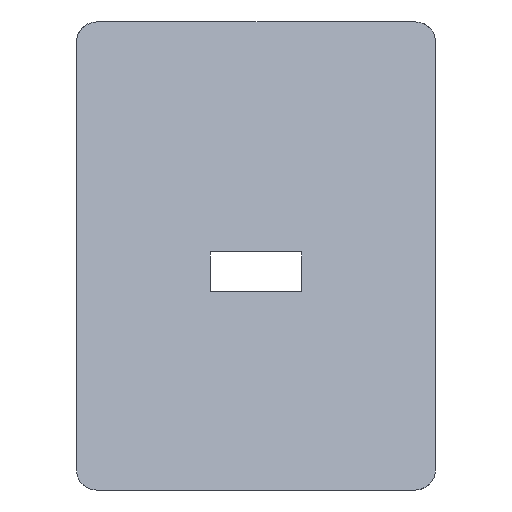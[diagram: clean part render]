
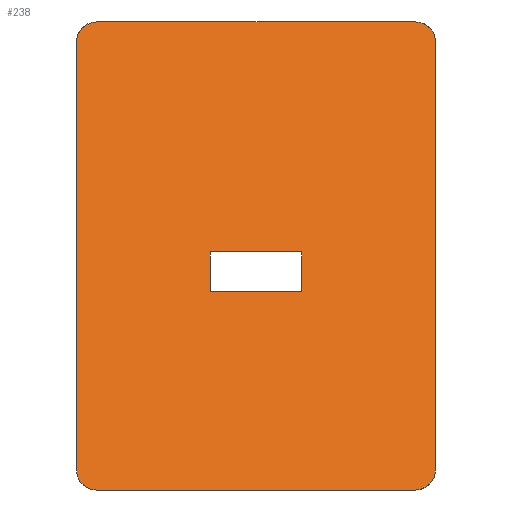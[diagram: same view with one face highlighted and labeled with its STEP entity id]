
A CAD part, front view. The second image highlights one B-rep face of the part: STEP entity #238.
In plain terms, the highlighted planar face has unit normal (0, -0.933, 0.359).
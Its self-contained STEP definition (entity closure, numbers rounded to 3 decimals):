
#7 = CARTESIAN_POINT ( 'NONE',  ( 17.65, -4.439, 1.707 ) ) ;
#14 = DIRECTION ( 'NONE',  ( 0., -0.359, -0.933 ) ) ;
#22 = VERTEX_POINT ( 'NONE', #784 ) ;
#55 = FACE_BOUND ( 'NONE', #123, .T. ) ;
#92 = EDGE_CURVE ( 'NONE', #22, #177, #950, .T. ) ;
#105 = VERTEX_POINT ( 'NONE', #1364 ) ;
#108 = LINE ( 'NONE', #7, #943 ) ;
#116 = LINE ( 'NONE', #560, #796 ) ;
#117 = EDGE_CURVE ( 'NONE', #756, #1393, #919, .T. ) ;
#121 = EDGE_CURVE ( 'NONE', #236, #430, #116, .T. ) ;
#123 = EDGE_LOOP ( 'NONE', ( #133, #989, #155, #500 ) ) ;
#133 = ORIENTED_EDGE ( 'NONE', *, *, #604, .F. ) ;
#155 = ORIENTED_EDGE ( 'NONE', *, *, #1363, .T. ) ;
#168 = DIRECTION ( 'NONE',  ( 0., -0.933, 0.359 ) ) ;
#177 = VERTEX_POINT ( 'NONE', #938 ) ;
#178 = EDGE_CURVE ( 'NONE', #756, #352, #1255, .T. ) ;
#236 = VERTEX_POINT ( 'NONE', #290 ) ;
#238 = ADVANCED_FACE ( 'NONE', ( #816, #55 ), #931, .T. ) ;
#264 = ORIENTED_EDGE ( 'NONE', *, *, #542, .T. ) ;
#283 = CARTESIAN_POINT ( 'NONE',  ( 17.65, -9.681, -11.922 ) ) ;
#287 = DIRECTION ( 'NONE',  ( -1., 0., 0. ) ) ;
#290 = CARTESIAN_POINT ( 'NONE',  ( 4.5, -1., 10.65 ) ) ;
#296 = VECTOR ( 'NONE', #806, 1000. ) ;
#302 = CARTESIAN_POINT ( 'NONE',  ( -17.65, 7.374, 32.422 ) ) ;
#327 = CARTESIAN_POINT ( 'NONE',  ( -16.822, -10., -12.75 ) ) ;
#352 = VERTEX_POINT ( 'NONE', #590 ) ;
#427 = DIRECTION ( 'NONE',  ( 1., 0., 0. ) ) ;
#430 = VERTEX_POINT ( 'NONE', #494 ) ;
#441 = VECTOR ( 'NONE', #287, 1000. ) ;
#446 = CARTESIAN_POINT ( 'NONE',  ( -17.65, -9.681, -11.922 ) ) ;
#447 = CARTESIAN_POINT ( 'NONE',  ( 17.65, 7.374, 32.422 ) ) ;
#449 = EDGE_CURVE ( 'NONE', #177, #1013, #1295, .T. ) ;
#465 = DIRECTION ( 'NONE',  ( 0., 0.359, 0.933 ) ) ;
#466 = CARTESIAN_POINT ( 'NONE',  ( 16.822, 7.692, 33.25 ) ) ;
#474 = CARTESIAN_POINT ( 'NONE',  ( -4.5, -1., 10.65 ) ) ;
#477 = ORIENTED_EDGE ( 'NONE', *, *, #704, .T. ) ;
#494 = CARTESIAN_POINT ( 'NONE',  ( 4.5, -2.5, 6.75 ) ) ;
#500 = ORIENTED_EDGE ( 'NONE', *, *, #121, .T. ) ;
#517 = CARTESIAN_POINT ( 'NONE',  ( -15.65, 7.692, 33.25 ) ) ;
#519 = AXIS2_PLACEMENT_3D ( 'NONE', #1161, #168, #1343 ) ;
#536 = CARTESIAN_POINT ( 'NONE',  ( -4.5, -1., 10.65 ) ) ;
#541 = VERTEX_POINT ( 'NONE', #1075 ) ;
#542 = EDGE_CURVE ( 'NONE', #1013, #1148, #1416, .T. ) ;
#560 = CARTESIAN_POINT ( 'NONE',  ( 4.5, 1.126, 16.178 ) ) ;
#590 = CARTESIAN_POINT ( 'NONE',  ( 17.65, -9.231, -10.75 ) ) ;
#604 = EDGE_CURVE ( 'NONE', #541, #430, #1201, .T. ) ;
#625 = LINE ( 'NONE', #536, #941 ) ;
#663 = CARTESIAN_POINT ( 'NONE',  ( -15.65, 7.692, 33.25 ) ) ;
#704 = EDGE_CURVE ( 'NONE', #352, #22, #108, .T. ) ;
#716 = ORIENTED_EDGE ( 'NONE', *, *, #178, .T. ) ;
#722 = VERTEX_POINT ( 'NONE', #474 ) ;
#746 = ORIENTED_EDGE ( 'NONE', *, *, #799, .T. ) ;
#747 = ORIENTED_EDGE ( 'NONE', *, *, #1031, .T. ) ;
#756 = VERTEX_POINT ( 'NONE', #1008 ) ;
#775 = DIRECTION ( 'NONE',  ( 0., 0.359, 0.933 ) ) ;
#784 = CARTESIAN_POINT ( 'NONE',  ( 17.65, 6.923, 31.25 ) ) ;
#792 = VECTOR ( 'NONE', #427, 1000. ) ;
#796 = VECTOR ( 'NONE', #14, 1000. ) ;
#797 = CARTESIAN_POINT ( 'NONE',  ( -17.65, 6.923, 31.25 ) ) ;
#799 = EDGE_CURVE ( 'NONE', #1148, #105, #1344, .T. ) ;
#806 = DIRECTION ( 'NONE',  ( -1., 0., 0. ) ) ;
#816 = FACE_OUTER_BOUND ( 'NONE', #821, .T. ) ;
#821 = EDGE_LOOP ( 'NONE', ( #477, #1205, #1029, #264, #746, #747, #847, #716 ) ) ;
#826 = CARTESIAN_POINT ( 'NONE',  ( 0., 7.692, 33.25 ) ) ;
#838 = CARTESIAN_POINT ( 'NONE',  ( 16.822, -10., -12.75 ) ) ;
#842 = DIRECTION ( 'NONE',  ( 0., -0.359, -0.933 ) ) ;
#847 = ORIENTED_EDGE ( 'NONE', *, *, #117, .F. ) ;
#857 = CARTESIAN_POINT ( 'NONE',  ( -17.65, 6.923, 31.25 ) ) ;
#873 = DIRECTION ( 'NONE',  ( 1., 0., 0. ) ) ;
#892 = CARTESIAN_POINT ( 'NONE',  ( 15.65, 7.692, 33.25 ) ) ;
#919 = LINE ( 'NONE', #1372, #296 ) ;
#930 = LINE ( 'NONE', #1371, #992 ) ;
#931 = PLANE ( 'NONE',  #519 ) ;
#938 = CARTESIAN_POINT ( 'NONE',  ( 15.65, 7.692, 33.25 ) ) ;
#941 = VECTOR ( 'NONE', #873, 1000. ) ;
#943 = VECTOR ( 'NONE', #775, 1000. ) ;
#950 =( BOUNDED_CURVE ( )  B_SPLINE_CURVE ( 3, ( #1130, #447, #466, #892 ),
 .UNSPECIFIED., .F., .T. ) 
 B_SPLINE_CURVE_WITH_KNOTS ( ( 4, 4 ),
 ( 1.571, 3.142 ),
 .UNSPECIFIED. ) 
 CURVE ( )  GEOMETRIC_REPRESENTATION_ITEM ( )  RATIONAL_B_SPLINE_CURVE ( ( 1., 0.805, 0.805, 1. ) ) 
 REPRESENTATION_ITEM ( '' )  );
#951 = CARTESIAN_POINT ( 'NONE',  ( -16.822, 7.692, 33.25 ) ) ;
#978 = CARTESIAN_POINT ( 'NONE',  ( 17.65, -2.5, 6.75 ) ) ;
#983 = CARTESIAN_POINT ( 'NONE',  ( -15.65, -10., -12.75 ) ) ;
#986 = CARTESIAN_POINT ( 'NONE',  ( -15.65, -10., -12.75 ) ) ;
#989 = ORIENTED_EDGE ( 'NONE', *, *, #1162, .T. ) ;
#992 = VECTOR ( 'NONE', #465, 1000. ) ;
#1008 = CARTESIAN_POINT ( 'NONE',  ( 15.65, -10., -12.75 ) ) ;
#1013 = VERTEX_POINT ( 'NONE', #663 ) ;
#1029 = ORIENTED_EDGE ( 'NONE', *, *, #449, .T. ) ;
#1031 = EDGE_CURVE ( 'NONE', #105, #1393, #1146, .T. ) ;
#1043 = VECTOR ( 'NONE', #842, 1000. ) ;
#1074 = CARTESIAN_POINT ( 'NONE',  ( -17.65, -2.539, 6.649 ) ) ;
#1075 = CARTESIAN_POINT ( 'NONE',  ( -4.5, -2.5, 6.75 ) ) ;
#1130 = CARTESIAN_POINT ( 'NONE',  ( 17.65, 6.923, 31.25 ) ) ;
#1146 =( BOUNDED_CURVE ( )  B_SPLINE_CURVE ( 3, ( #1357, #446, #327, #986 ),
 .UNSPECIFIED., .F., .T. ) 
 B_SPLINE_CURVE_WITH_KNOTS ( ( 4, 4 ),
 ( 4.712, 6.283 ),
 .UNSPECIFIED. ) 
 CURVE ( )  GEOMETRIC_REPRESENTATION_ITEM ( )  RATIONAL_B_SPLINE_CURVE ( ( 1., 0.805, 0.805, 1. ) ) 
 REPRESENTATION_ITEM ( '' )  );
#1148 = VERTEX_POINT ( 'NONE', #797 ) ;
#1152 = CARTESIAN_POINT ( 'NONE',  ( 15.65, -10., -12.75 ) ) ;
#1161 = CARTESIAN_POINT ( 'NONE',  ( 17.65, -4.439, 1.707 ) ) ;
#1162 = EDGE_CURVE ( 'NONE', #541, #722, #930, .T. ) ;
#1201 = LINE ( 'NONE', #978, #792 ) ;
#1205 = ORIENTED_EDGE ( 'NONE', *, *, #92, .T. ) ;
#1255 =( BOUNDED_CURVE ( )  B_SPLINE_CURVE ( 3, ( #1152, #838, #283, #1390 ),
 .UNSPECIFIED., .F., .T. ) 
 B_SPLINE_CURVE_WITH_KNOTS ( ( 4, 4 ),
 ( 0., 1.571 ),
 .UNSPECIFIED. ) 
 CURVE ( )  GEOMETRIC_REPRESENTATION_ITEM ( )  RATIONAL_B_SPLINE_CURVE ( ( 1., 0.805, 0.805, 1. ) ) 
 REPRESENTATION_ITEM ( '' )  );
#1295 = LINE ( 'NONE', #826, #441 ) ;
#1343 = DIRECTION ( 'NONE',  ( 0., -0.359, -0.933 ) ) ;
#1344 = LINE ( 'NONE', #1074, #1043 ) ;
#1357 = CARTESIAN_POINT ( 'NONE',  ( -17.65, -9.231, -10.75 ) ) ;
#1363 = EDGE_CURVE ( 'NONE', #722, #236, #625, .T. ) ;
#1364 = CARTESIAN_POINT ( 'NONE',  ( -17.65, -9.231, -10.75 ) ) ;
#1371 = CARTESIAN_POINT ( 'NONE',  ( -4.5, 1.126, 16.178 ) ) ;
#1372 = CARTESIAN_POINT ( 'NONE',  ( 17.65, -10., -12.75 ) ) ;
#1390 = CARTESIAN_POINT ( 'NONE',  ( 17.65, -9.231, -10.75 ) ) ;
#1393 = VERTEX_POINT ( 'NONE', #983 ) ;
#1416 =( BOUNDED_CURVE ( )  B_SPLINE_CURVE ( 3, ( #517, #951, #302, #857 ),
 .UNSPECIFIED., .F., .T. ) 
 B_SPLINE_CURVE_WITH_KNOTS ( ( 4, 4 ),
 ( 0., 1.571 ),
 .UNSPECIFIED. ) 
 CURVE ( )  GEOMETRIC_REPRESENTATION_ITEM ( )  RATIONAL_B_SPLINE_CURVE ( ( 1., 0.805, 0.805, 1. ) ) 
 REPRESENTATION_ITEM ( '' )  );
